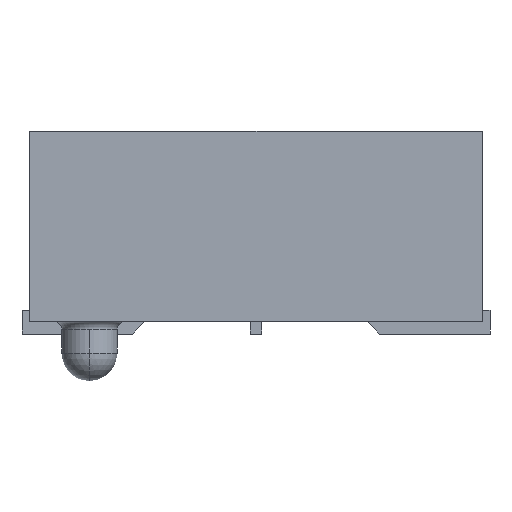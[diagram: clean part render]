
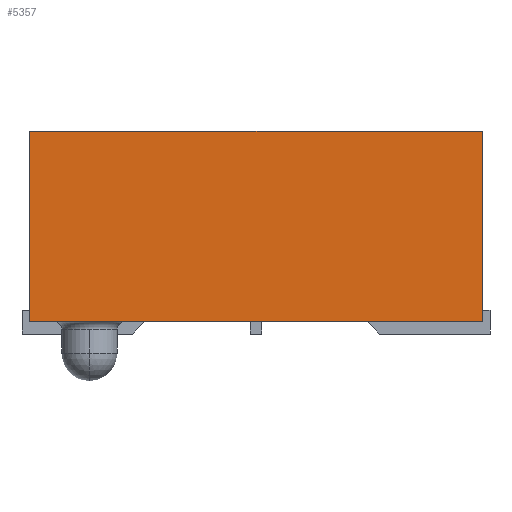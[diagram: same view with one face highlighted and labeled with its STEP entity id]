
A CAD part, left-side view. The second image highlights one B-rep face of the part: STEP entity #5357.
In plain terms, the highlighted planar face has unit normal (-1, 0, 0).
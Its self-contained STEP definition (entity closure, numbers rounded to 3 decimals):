
#288=CARTESIAN_POINT('',(-30.639,2.667,0.203));
#289=VERTEX_POINT('',#288);
#539=CARTESIAN_POINT('',(-30.639,-3.62,0.203));
#540=VERTEX_POINT('',#539);
#547=CARTESIAN_POINT('',(-30.639,-3.62,0.203));
#548=DIRECTION('',(0.0,1.0,0.0));
#549=VECTOR('',#548,6.286);
#550=LINE('',#547,#549);
#551=EDGE_CURVE('',#540,#289,#550,.T.);
#562=CARTESIAN_POINT('',(-30.639,3.619,0.203));
#563=VERTEX_POINT('',#562);
#564=CARTESIAN_POINT('',(-30.639,2.667,0.203));
#565=DIRECTION('',(0.0,1.0,0.0));
#566=VECTOR('',#565,0.953);
#567=LINE('',#564,#566);
#568=EDGE_CURVE('',#289,#563,#567,.T.);
#3740=CARTESIAN_POINT('',(-30.639,-3.62,3.251));
#3741=VERTEX_POINT('',#3740);
#3748=CARTESIAN_POINT('',(-30.639,-3.62,0.203));
#3749=DIRECTION('',(0.0,0.0,1.0));
#3750=VECTOR('',#3749,3.048);
#3751=LINE('',#3748,#3750);
#3752=EDGE_CURVE('',#540,#3741,#3751,.T.);
#3820=CARTESIAN_POINT('',(-30.639,3.62,3.251));
#3821=VERTEX_POINT('',#3820);
#3822=CARTESIAN_POINT('',(-30.639,3.619,0.203));
#3823=DIRECTION('',(0.0,0.0,1.0));
#3824=VECTOR('',#3823,3.048);
#3825=LINE('',#3822,#3824);
#3826=EDGE_CURVE('',#563,#3821,#3825,.T.);
#5340=CARTESIAN_POINT('',(-30.639,3.981,0.051));
#5341=DIRECTION('',(-1.0,0.0,0.0));
#5342=DIRECTION('',(0.0,-1.0,0.0));
#5343=AXIS2_PLACEMENT_3D('',#5340,#5341,#5342);
#5344=PLANE('',#5343);
#5345=ORIENTED_EDGE('',*,*,#3826,.F.);
#5346=ORIENTED_EDGE('',*,*,#568,.F.);
#5347=ORIENTED_EDGE('',*,*,#551,.F.);
#5348=ORIENTED_EDGE('',*,*,#3752,.T.);
#5349=CARTESIAN_POINT('',(-30.639,-3.62,3.251));
#5350=DIRECTION('',(0.0,1.0,0.0));
#5351=VECTOR('',#5350,7.239);
#5352=LINE('',#5349,#5351);
#5353=EDGE_CURVE('',#3741,#3821,#5352,.T.);
#5354=ORIENTED_EDGE('',*,*,#5353,.T.);
#5355=EDGE_LOOP('',(#5345,#5346,#5347,#5348,#5354));
#5356=FACE_OUTER_BOUND('',#5355,.T.);
#5357=ADVANCED_FACE('',(#5356),#5344,.T.);
